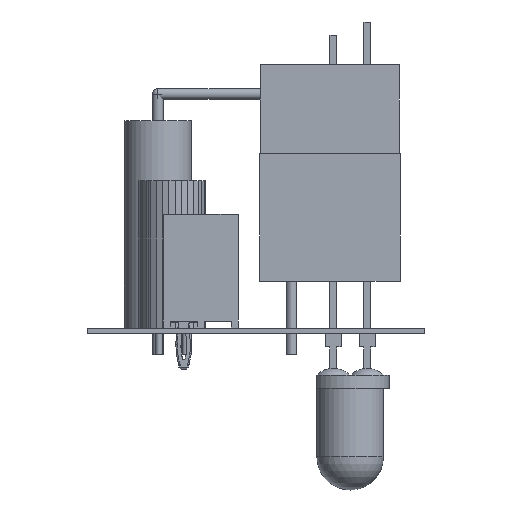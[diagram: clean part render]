
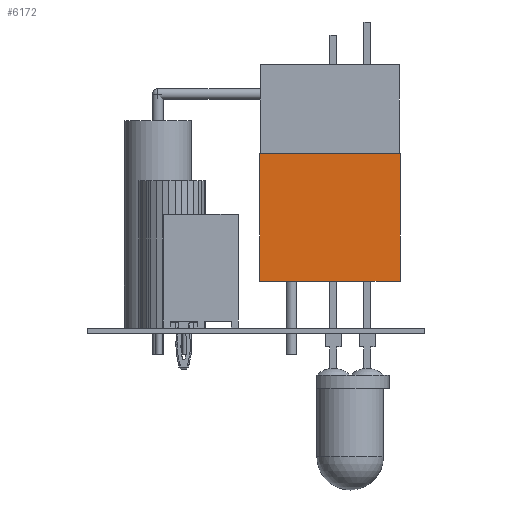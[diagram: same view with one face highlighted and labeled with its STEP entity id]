
A CAD part, left-side view. The second image highlights one B-rep face of the part: STEP entity #6172.
In plain terms, the highlighted planar face has unit normal (-1, 0, 0).
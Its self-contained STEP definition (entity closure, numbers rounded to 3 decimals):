
#6147 = VERTEX_POINT('',#6148);
#6148 = CARTESIAN_POINT('',(-2.35,-5.25,9.55));
#6154 = EDGE_CURVE('',#6155,#6147,#6157,.T.);
#6155 = VERTEX_POINT('',#6156);
#6156 = CARTESIAN_POINT('',(-2.35,-5.25,0.));
#6157 = LINE('',#6158,#6159);
#6158 = CARTESIAN_POINT('',(-2.35,-5.25,0.));
#6159 = VECTOR('',#6160,1.);
#6160 = DIRECTION('',(0.,0.,1.));
#6172 = ADVANCED_FACE('',(#6173),#6198,.T.);
#6173 = FACE_BOUND('',#6174,.T.);
#6174 = EDGE_LOOP('',(#6175,#6176,#6184,#6192));
#6175 = ORIENTED_EDGE('',*,*,#6154,.T.);
#6176 = ORIENTED_EDGE('',*,*,#6177,.T.);
#6177 = EDGE_CURVE('',#6147,#6178,#6180,.T.);
#6178 = VERTEX_POINT('',#6179);
#6179 = CARTESIAN_POINT('',(-2.35,5.25,9.55));
#6180 = LINE('',#6181,#6182);
#6181 = CARTESIAN_POINT('',(-2.35,-5.25,9.55));
#6182 = VECTOR('',#6183,1.);
#6183 = DIRECTION('',(0.,1.,0.));
#6184 = ORIENTED_EDGE('',*,*,#6185,.F.);
#6185 = EDGE_CURVE('',#6186,#6178,#6188,.T.);
#6186 = VERTEX_POINT('',#6187);
#6187 = CARTESIAN_POINT('',(-2.35,5.25,0.));
#6188 = LINE('',#6189,#6190);
#6189 = CARTESIAN_POINT('',(-2.35,5.25,0.));
#6190 = VECTOR('',#6191,1.);
#6191 = DIRECTION('',(0.,0.,1.));
#6192 = ORIENTED_EDGE('',*,*,#6193,.F.);
#6193 = EDGE_CURVE('',#6155,#6186,#6194,.T.);
#6194 = LINE('',#6195,#6196);
#6195 = CARTESIAN_POINT('',(-2.35,-5.25,0.));
#6196 = VECTOR('',#6197,1.);
#6197 = DIRECTION('',(0.,1.,0.));
#6198 = PLANE('',#6199);
#6199 = AXIS2_PLACEMENT_3D('',#6200,#6201,#6202);
#6200 = CARTESIAN_POINT('',(-2.35,-5.25,0.));
#6201 = DIRECTION('',(-1.,0.,0.));
#6202 = DIRECTION('',(0.,1.,0.));
